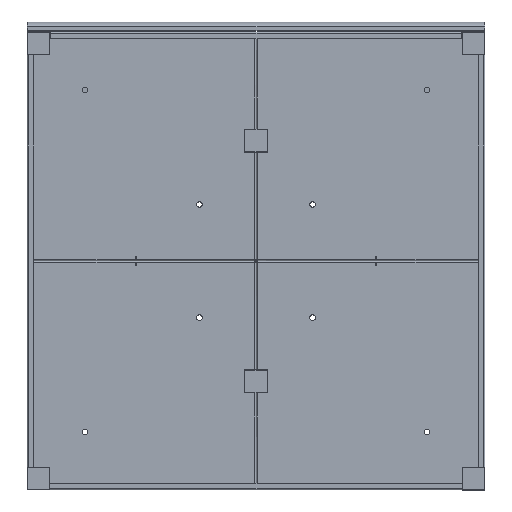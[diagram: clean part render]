
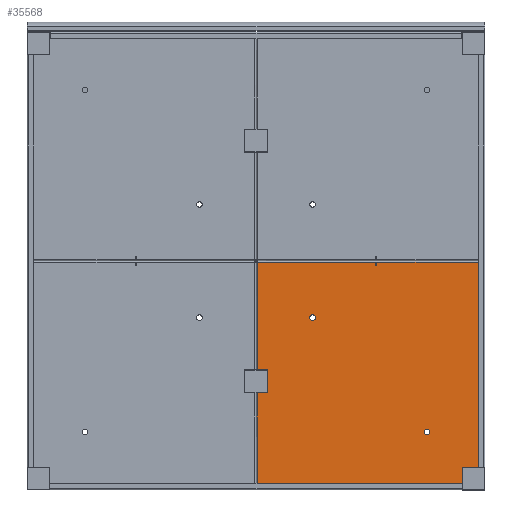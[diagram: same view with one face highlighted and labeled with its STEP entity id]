
A CAD part, front view. The second image highlights one B-rep face of the part: STEP entity #35568.
In plain terms, the highlighted planar face has unit normal (0, -1, 0).
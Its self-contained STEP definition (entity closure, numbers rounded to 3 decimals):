
#70 = CARTESIAN_POINT ( 'NONE',  ( 27., -3., -491. ) ) ;
#102 = VECTOR ( 'NONE', #32582, 1000. ) ;
#1012 = VERTEX_POINT ( 'NONE', #33061 ) ;
#1435 = VERTEX_POINT ( 'NONE', #35750 ) ;
#1447 = CARTESIAN_POINT ( 'NONE',  ( -476., -3., 30. ) ) ;
#1475 = DIRECTION ( 'NONE',  ( 0., 0., 1. ) ) ;
#1865 = EDGE_CURVE ( 'NONE', #18330, #8210, #15359, .T. ) ;
#2147 = LINE ( 'NONE', #31112, #35472 ) ;
#2711 = EDGE_CURVE ( 'NONE', #38259, #15711, #18091, .T. ) ;
#3764 = CARTESIAN_POINT ( 'NONE',  ( 250., -3., 250. ) ) ;
#4094 = EDGE_CURVE ( 'NONE', #7977, #22749, #14160, .T. ) ;
#4273 = LINE ( 'NONE', #27357, #40287 ) ;
#4724 = ORIENTED_EDGE ( 'NONE', *, *, #10881, .T. ) ;
#4785 = ORIENTED_EDGE ( 'NONE', *, *, #41398, .F. ) ;
#5295 = ORIENTED_EDGE ( 'NONE', *, *, #19252, .F. ) ;
#5987 = AXIS2_PLACEMENT_3D ( 'NONE', #30435, #20979, #1475 ) ;
#6304 = VECTOR ( 'NONE', #41289, 1000. ) ;
#6328 = LINE ( 'NONE', #70, #22512 ) ;
#6376 = CARTESIAN_POINT ( 'NONE',  ( 250., -3., 250. ) ) ;
#6911 = CIRCLE ( 'NONE', #33068, 12.5 ) ;
#6920 = CARTESIAN_POINT ( 'NONE',  ( 30., -3., -476. ) ) ;
#7039 = CARTESIAN_POINT ( 'NONE',  ( -491., -3., 497. ) ) ;
#7773 = DIRECTION ( 'NONE',  ( 0., 0., -1. ) ) ;
#7977 = VERTEX_POINT ( 'NONE', #28881 ) ;
#8210 = VERTEX_POINT ( 'NONE', #30341 ) ;
#9150 = PLANE ( 'NONE',  #22270 ) ;
#9604 = CARTESIAN_POINT ( 'NONE',  ( 30., -3., -491. ) ) ;
#9981 = CARTESIAN_POINT ( 'NONE',  ( -250., -3., -237.5 ) ) ;
#10167 = VECTOR ( 'NONE', #36835, 1000. ) ;
#10183 = CARTESIAN_POINT ( 'NONE',  ( -491., -3., 30. ) ) ;
#10202 = VERTEX_POINT ( 'NONE', #39243 ) ;
#10881 = EDGE_CURVE ( 'NONE', #13238, #34065, #11142, .T. ) ;
#11048 = ORIENTED_EDGE ( 'NONE', *, *, #16646, .T. ) ;
#11142 = CIRCLE ( 'NONE', #16505, 12.5 ) ;
#11204 = DIRECTION ( 'NONE',  ( 1., 0., 0. ) ) ;
#12291 = FACE_BOUND ( 'NONE', #28032, .T. ) ;
#12388 = EDGE_LOOP ( 'NONE', ( #26529, #39183, #26863, #22142, #32693, #5295, #13021, #15645, #4785, #19172, #11048, #29918 ) ) ;
#12811 = LINE ( 'NONE', #16376, #27432 ) ;
#13021 = ORIENTED_EDGE ( 'NONE', *, *, #33027, .T. ) ;
#13238 = VERTEX_POINT ( 'NONE', #35592 ) ;
#13468 = VECTOR ( 'NONE', #11204, 1000. ) ;
#14160 = LINE ( 'NONE', #37833, #13468 ) ;
#14621 = EDGE_CURVE ( 'NONE', #26148, #1012, #16460, .T. ) ;
#14756 = LINE ( 'NONE', #17303, #10167 ) ;
#15359 = CIRCLE ( 'NONE', #5987, 12.5 ) ;
#15450 = FACE_BOUND ( 'NONE', #39549, .T. ) ;
#15645 = ORIENTED_EDGE ( 'NONE', *, *, #40446, .F. ) ;
#15711 = VERTEX_POINT ( 'NONE', #6920 ) ;
#15738 = EDGE_CURVE ( 'NONE', #34065, #13238, #36719, .T. ) ;
#15822 = DIRECTION ( 'NONE',  ( 0., 0., 1. ) ) ;
#16376 = CARTESIAN_POINT ( 'NONE',  ( -491., -3., 497. ) ) ;
#16460 = LINE ( 'NONE', #29277, #20676 ) ;
#16505 = AXIS2_PLACEMENT_3D ( 'NONE', #6376, #19197, #15822 ) ;
#16581 = AXIS2_PLACEMENT_3D ( 'NONE', #3764, #23088, #29391 ) ;
#16646 = EDGE_CURVE ( 'NONE', #26148, #7977, #2147, .T. ) ;
#17303 = CARTESIAN_POINT ( 'NONE',  ( 497., -3., -497. ) ) ;
#17835 = VECTOR ( 'NONE', #18300, 1000. ) ;
#18091 = LINE ( 'NONE', #40992, #17835 ) ;
#18096 = DIRECTION ( 'NONE',  ( 0., 0., -1. ) ) ;
#18300 = DIRECTION ( 'NONE',  ( 1., 0., 0. ) ) ;
#18330 = VERTEX_POINT ( 'NONE', #9981 ) ;
#19108 = VECTOR ( 'NONE', #27044, 1000. ) ;
#19172 = ORIENTED_EDGE ( 'NONE', *, *, #14621, .F. ) ;
#19197 = DIRECTION ( 'NONE',  ( 0., 1., 0. ) ) ;
#19252 = EDGE_CURVE ( 'NONE', #35636, #1435, #35315, .T. ) ;
#20163 = EDGE_CURVE ( 'NONE', #1435, #10202, #14756, .T. ) ;
#20676 = VECTOR ( 'NONE', #38544, 1000. ) ;
#20979 = DIRECTION ( 'NONE',  ( 0., 1., 0. ) ) ;
#21964 = CARTESIAN_POINT ( 'NONE',  ( 0., -3., 0. ) ) ;
#22142 = ORIENTED_EDGE ( 'NONE', *, *, #27271, .T. ) ;
#22270 = AXIS2_PLACEMENT_3D ( 'NONE', #21964, #32667, #26562 ) ;
#22512 = VECTOR ( 'NONE', #35529, 1000. ) ;
#22749 = VERTEX_POINT ( 'NONE', #40868 ) ;
#23023 = CARTESIAN_POINT ( 'NONE',  ( -491., -3., 30. ) ) ;
#23088 = DIRECTION ( 'NONE',  ( 0., 1., 0. ) ) ;
#24088 = VERTEX_POINT ( 'NONE', #28053 ) ;
#26148 = VERTEX_POINT ( 'NONE', #35454 ) ;
#26529 = ORIENTED_EDGE ( 'NONE', *, *, #28775, .T. ) ;
#26562 = DIRECTION ( 'NONE',  ( 0., 0., 1. ) ) ;
#26863 = ORIENTED_EDGE ( 'NONE', *, *, #40069, .T. ) ;
#27044 = DIRECTION ( 'NONE',  ( 0., 0., 1. ) ) ;
#27271 = EDGE_CURVE ( 'NONE', #24088, #10202, #4273, .T. ) ;
#27357 = CARTESIAN_POINT ( 'NONE',  ( -493.293, -3., -491. ) ) ;
#27432 = VECTOR ( 'NONE', #7773, 1000. ) ;
#27856 = VERTEX_POINT ( 'NONE', #23023 ) ;
#27894 = DIRECTION ( 'NONE',  ( 0., 0., 1. ) ) ;
#28032 = EDGE_LOOP ( 'NONE', ( #30627, #39328 ) ) ;
#28053 = CARTESIAN_POINT ( 'NONE',  ( 30., -3., -491. ) ) ;
#28763 = CARTESIAN_POINT ( 'NONE',  ( 27., -3., -476. ) ) ;
#28775 = EDGE_CURVE ( 'NONE', #22749, #38259, #6328, .T. ) ;
#28881 = CARTESIAN_POINT ( 'NONE',  ( -491., -3., -491. ) ) ;
#29277 = CARTESIAN_POINT ( 'NONE',  ( -491., -3., 27. ) ) ;
#29391 = DIRECTION ( 'NONE',  ( 0., 0., 1. ) ) ;
#29918 = ORIENTED_EDGE ( 'NONE', *, *, #4094, .T. ) ;
#30341 = CARTESIAN_POINT ( 'NONE',  ( -250., -3., -262.5 ) ) ;
#30435 = CARTESIAN_POINT ( 'NONE',  ( -250., -3., -250. ) ) ;
#30627 = ORIENTED_EDGE ( 'NONE', *, *, #1865, .T. ) ;
#30795 = CARTESIAN_POINT ( 'NONE',  ( 250., -3., 262.5 ) ) ;
#31112 = CARTESIAN_POINT ( 'NONE',  ( -491., -3., 497. ) ) ;
#31453 = DIRECTION ( 'NONE',  ( 0., 1., 0. ) ) ;
#31634 = LINE ( 'NONE', #10183, #6304 ) ;
#31758 = CARTESIAN_POINT ( 'NONE',  ( -497., -3., 497. ) ) ;
#31873 = DIRECTION ( 'NONE',  ( 0., 0., -1. ) ) ;
#32212 = ORIENTED_EDGE ( 'NONE', *, *, #15738, .T. ) ;
#32582 = DIRECTION ( 'NONE',  ( 1., 0., 0. ) ) ;
#32667 = DIRECTION ( 'NONE',  ( 0., 1., 0. ) ) ;
#32693 = ORIENTED_EDGE ( 'NONE', *, *, #20163, .F. ) ;
#33027 = EDGE_CURVE ( 'NONE', #35636, #27856, #12811, .T. ) ;
#33061 = CARTESIAN_POINT ( 'NONE',  ( -476., -3., 27. ) ) ;
#33068 = AXIS2_PLACEMENT_3D ( 'NONE', #40710, #31453, #27894 ) ;
#33125 = VECTOR ( 'NONE', #31873, 1000. ) ;
#34065 = VERTEX_POINT ( 'NONE', #30795 ) ;
#34612 = VERTEX_POINT ( 'NONE', #35719 ) ;
#35028 = LINE ( 'NONE', #9604, #33125 ) ;
#35315 = LINE ( 'NONE', #31758, #102 ) ;
#35454 = CARTESIAN_POINT ( 'NONE',  ( -491., -3., 27. ) ) ;
#35472 = VECTOR ( 'NONE', #18096, 1000. ) ;
#35529 = DIRECTION ( 'NONE',  ( 0., 0., 1. ) ) ;
#35568 = ADVANCED_FACE ( 'NONE', ( #15450, #12291, #37937 ), #9150, .F. ) ;
#35592 = CARTESIAN_POINT ( 'NONE',  ( 250., -3., 237.5 ) ) ;
#35636 = VERTEX_POINT ( 'NONE', #7039 ) ;
#35719 = CARTESIAN_POINT ( 'NONE',  ( -476., -3., 30. ) ) ;
#35750 = CARTESIAN_POINT ( 'NONE',  ( 497., -3., 497. ) ) ;
#36719 = CIRCLE ( 'NONE', #16581, 12.5 ) ;
#36835 = DIRECTION ( 'NONE',  ( 0., 0., -1. ) ) ;
#37833 = CARTESIAN_POINT ( 'NONE',  ( -493.293, -3., -491. ) ) ;
#37937 = FACE_OUTER_BOUND ( 'NONE', #12388, .T. ) ;
#38259 = VERTEX_POINT ( 'NONE', #28763 ) ;
#38544 = DIRECTION ( 'NONE',  ( 1., 0., 0. ) ) ;
#38596 = EDGE_CURVE ( 'NONE', #8210, #18330, #6911, .T. ) ;
#39183 = ORIENTED_EDGE ( 'NONE', *, *, #2711, .T. ) ;
#39243 = CARTESIAN_POINT ( 'NONE',  ( 497., -3., -491. ) ) ;
#39328 = ORIENTED_EDGE ( 'NONE', *, *, #38596, .T. ) ;
#39549 = EDGE_LOOP ( 'NONE', ( #32212, #4724 ) ) ;
#40067 = LINE ( 'NONE', #1447, #19108 ) ;
#40069 = EDGE_CURVE ( 'NONE', #15711, #24088, #35028, .T. ) ;
#40287 = VECTOR ( 'NONE', #40400, 1000. ) ;
#40400 = DIRECTION ( 'NONE',  ( 1., 0., 0. ) ) ;
#40446 = EDGE_CURVE ( 'NONE', #34612, #27856, #31634, .T. ) ;
#40710 = CARTESIAN_POINT ( 'NONE',  ( -250., -3., -250. ) ) ;
#40868 = CARTESIAN_POINT ( 'NONE',  ( 27., -3., -491. ) ) ;
#40992 = CARTESIAN_POINT ( 'NONE',  ( 30., -3., -476. ) ) ;
#41289 = DIRECTION ( 'NONE',  ( -1., 0., 0. ) ) ;
#41398 = EDGE_CURVE ( 'NONE', #1012, #34612, #40067, .T. ) ;
